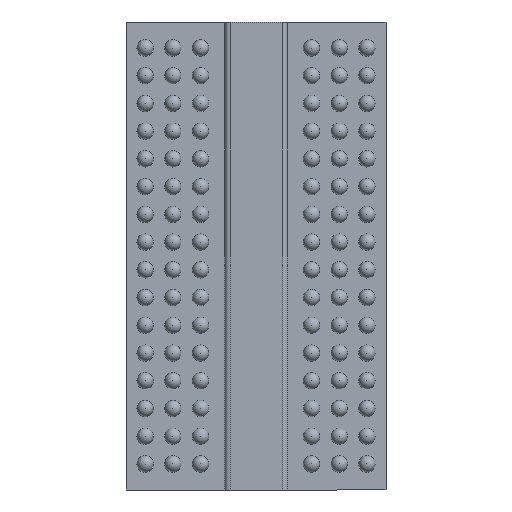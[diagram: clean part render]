
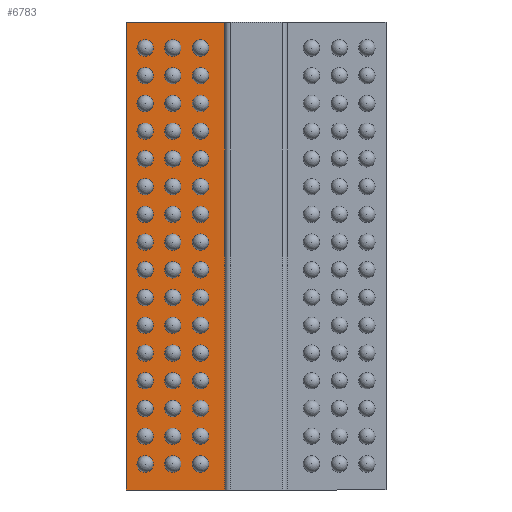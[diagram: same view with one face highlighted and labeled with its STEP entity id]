
A CAD part, front view. The second image highlights one B-rep face of the part: STEP entity #6783.
In plain terms, the highlighted planar face has unit normal (0, -1, 0).
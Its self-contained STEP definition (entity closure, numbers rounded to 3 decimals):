
#62 = VECTOR ( 'NONE', #3850, 1000. ) ;
#104 = PLANE ( 'NONE',  #371 ) ;
#371 = AXIS2_PLACEMENT_3D ( 'NONE', #866, #4759, #2733 ) ;
#488 = CARTESIAN_POINT ( 'NONE',  ( -3.75, 0.34, 6.75 ) ) ;
#587 = ORIENTED_EDGE ( 'NONE', *, *, #3092, .T. ) ;
#866 = CARTESIAN_POINT ( 'NONE',  ( 0., 0.34, 0. ) ) ;
#1090 = VERTEX_POINT ( 'NONE', #6857 ) ;
#1810 = EDGE_CURVE ( 'NONE', #3063, #3990, #4098, .T. ) ;
#2276 = ORIENTED_EDGE ( 'NONE', *, *, #1810, .T. ) ;
#2302 = LINE ( 'NONE', #3484, #6417 ) ;
#2520 = LINE ( 'NONE', #7208, #5102 ) ;
#2697 = CARTESIAN_POINT ( 'NONE',  ( -3.75, 0.34, -6.75 ) ) ;
#2733 = DIRECTION ( 'NONE',  ( 1., 0., 0. ) ) ;
#2773 = LINE ( 'NONE', #2697, #4538 ) ;
#3063 = VERTEX_POINT ( 'NONE', #5164 ) ;
#3092 = EDGE_CURVE ( 'NONE', #7066, #3063, #2302, .T. ) ;
#3176 = ORIENTED_EDGE ( 'NONE', *, *, #6687, .T. ) ;
#3484 = CARTESIAN_POINT ( 'NONE',  ( -3.75, 0.34, 6.75 ) ) ;
#3850 = DIRECTION ( 'NONE',  ( 0., 0., -1. ) ) ;
#3990 = VERTEX_POINT ( 'NONE', #4624 ) ;
#4098 = LINE ( 'NONE', #488, #62 ) ;
#4538 = VECTOR ( 'NONE', #7343, 1000. ) ;
#4624 = CARTESIAN_POINT ( 'NONE',  ( -3.75, 0.34, -6.75 ) ) ;
#4759 = DIRECTION ( 'NONE',  ( 0., -1., 0. ) ) ;
#4854 = DIRECTION ( 'NONE',  ( -1., 0., 0. ) ) ;
#5102 = VECTOR ( 'NONE', #6608, 1000. ) ;
#5164 = CARTESIAN_POINT ( 'NONE',  ( -3.75, 0.34, 6.75 ) ) ;
#5368 = ORIENTED_EDGE ( 'NONE', *, *, #8391, .T. ) ;
#6417 = VECTOR ( 'NONE', #4854, 1000. ) ;
#6608 = DIRECTION ( 'NONE',  ( 0., 0., 1. ) ) ;
#6620 = FACE_OUTER_BOUND ( 'NONE', #7131, .T. ) ;
#6687 = EDGE_CURVE ( 'NONE', #1090, #7066, #2520, .T. ) ;
#6783 = ADVANCED_FACE ( 'NONE', ( #6620 ), #104, .T. ) ;
#6857 = CARTESIAN_POINT ( 'NONE',  ( -0.9, 0.34, -6.75 ) ) ;
#6891 = CARTESIAN_POINT ( 'NONE',  ( -0.9, 0.34, 6.75 ) ) ;
#7066 = VERTEX_POINT ( 'NONE', #6891 ) ;
#7131 = EDGE_LOOP ( 'NONE', ( #5368, #3176, #587, #2276 ) ) ;
#7208 = CARTESIAN_POINT ( 'NONE',  ( -0.9, 0.34, -8.557 ) ) ;
#7343 = DIRECTION ( 'NONE',  ( 1., 0., 0. ) ) ;
#8391 = EDGE_CURVE ( 'NONE', #3990, #1090, #2773, .T. ) ;
